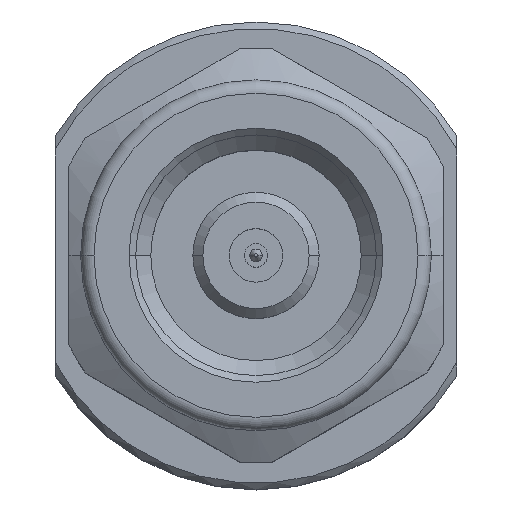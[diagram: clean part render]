
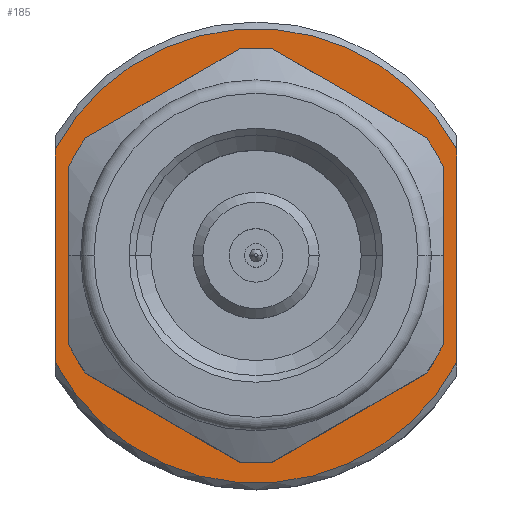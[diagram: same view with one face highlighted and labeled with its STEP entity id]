
A CAD part, top view. The second image highlights one B-rep face of the part: STEP entity #185.
In plain terms, the highlighted planar face has unit normal (0, 0, 1).
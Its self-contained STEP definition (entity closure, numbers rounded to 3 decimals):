
#4 = DIRECTION ( 'NONE',  ( 0., 0., 1. ) ) ;
#88 = PLANE ( 'NONE',  #4370 ) ;
#155 = VERTEX_POINT ( 'NONE', #3272 ) ;
#185 = ADVANCED_FACE ( 'NONE', ( #1737, #2182 ), #88, .T. ) ;
#270 = DIRECTION ( 'NONE',  ( 0., 0., 1. ) ) ;
#271 = ORIENTED_EDGE ( 'NONE', *, *, #1708, .F. ) ;
#547 = ORIENTED_EDGE ( 'NONE', *, *, #3713, .T. ) ;
#649 = DIRECTION ( 'NONE',  ( 1., 0., 0. ) ) ;
#789 = VERTEX_POINT ( 'NONE', #4888 ) ;
#837 = CARTESIAN_POINT ( 'NONE',  ( 3., -1.6, 3.28 ) ) ;
#859 = DIRECTION ( 'NONE',  ( 1., 0., 0. ) ) ;
#912 = DIRECTION ( 'NONE',  ( 0., 0., 1. ) ) ;
#1049 = CARTESIAN_POINT ( 'NONE',  ( -2.125, 0., 3.28 ) ) ;
#1151 = CARTESIAN_POINT ( 'NONE',  ( 3., 0., 3.28 ) ) ;
#1195 = VECTOR ( 'NONE', #5348, 1000. ) ;
#1199 = AXIS2_PLACEMENT_3D ( 'NONE', #2124, #4, #1680 ) ;
#1201 = ORIENTED_EDGE ( 'NONE', *, *, #2760, .F. ) ;
#1211 = EDGE_LOOP ( 'NONE', ( #271, #1201 ) ) ;
#1254 = EDGE_CURVE ( 'NONE', #5191, #2620, #4481, .T. ) ;
#1351 = EDGE_LOOP ( 'NONE', ( #547, #4403, #4369, #4715 ) ) ;
#1452 = AXIS2_PLACEMENT_3D ( 'NONE', #3556, #270, #649 ) ;
#1556 = AXIS2_PLACEMENT_3D ( 'NONE', #4722, #912, #2598 ) ;
#1680 = DIRECTION ( 'NONE',  ( 1., 0., 0. ) ) ;
#1708 = EDGE_CURVE ( 'NONE', #155, #3510, #3858, .T. ) ;
#1737 = FACE_BOUND ( 'NONE', #1211, .T. ) ;
#1951 = DIRECTION ( 'NONE',  ( 0., 0., 1. ) ) ;
#2124 = CARTESIAN_POINT ( 'NONE',  ( 0., 0., 3.28 ) ) ;
#2182 = FACE_OUTER_BOUND ( 'NONE', #1351, .T. ) ;
#2598 = DIRECTION ( 'NONE',  ( 1., 0., 0. ) ) ;
#2620 = VERTEX_POINT ( 'NONE', #2999 ) ;
#2760 = EDGE_CURVE ( 'NONE', #3510, #155, #5479, .T. ) ;
#2999 = CARTESIAN_POINT ( 'NONE',  ( 3., 1.6, 3.28 ) ) ;
#3000 = CARTESIAN_POINT ( 'NONE',  ( -3., 1.6, 3.28 ) ) ;
#3208 = CARTESIAN_POINT ( 'NONE',  ( 0., 0., 3.28 ) ) ;
#3272 = CARTESIAN_POINT ( 'NONE',  ( 2.125, 0., 3.28 ) ) ;
#3327 = DIRECTION ( 'NONE',  ( 0., -1., 0. ) ) ;
#3354 = VERTEX_POINT ( 'NONE', #3000 ) ;
#3510 = VERTEX_POINT ( 'NONE', #1049 ) ;
#3511 = EDGE_CURVE ( 'NONE', #2620, #3354, #5104, .T. ) ;
#3556 = CARTESIAN_POINT ( 'NONE',  ( 0., 0., 3.28 ) ) ;
#3581 = CIRCLE ( 'NONE', #1199, 3.4 ) ;
#3701 = EDGE_CURVE ( 'NONE', #789, #5191, #3581, .T. ) ;
#3713 = EDGE_CURVE ( 'NONE', #3354, #789, #4189, .T. ) ;
#3857 = AXIS2_PLACEMENT_3D ( 'NONE', #3208, #1951, #4464 ) ;
#3858 = CIRCLE ( 'NONE', #1452, 2.125 ) ;
#3904 = DIRECTION ( 'NONE',  ( 0., 0., 1. ) ) ;
#4033 = VECTOR ( 'NONE', #3327, 1000. ) ;
#4189 = LINE ( 'NONE', #4692, #4033 ) ;
#4350 = CARTESIAN_POINT ( 'NONE',  ( 0., 0., 3.28 ) ) ;
#4369 = ORIENTED_EDGE ( 'NONE', *, *, #1254, .T. ) ;
#4370 = AXIS2_PLACEMENT_3D ( 'NONE', #4350, #3904, #859 ) ;
#4403 = ORIENTED_EDGE ( 'NONE', *, *, #3701, .T. ) ;
#4464 = DIRECTION ( 'NONE',  ( 1., 0., 0. ) ) ;
#4481 = LINE ( 'NONE', #1151, #1195 ) ;
#4692 = CARTESIAN_POINT ( 'NONE',  ( -3., 0., 3.28 ) ) ;
#4715 = ORIENTED_EDGE ( 'NONE', *, *, #3511, .T. ) ;
#4722 = CARTESIAN_POINT ( 'NONE',  ( 0., 0., 3.28 ) ) ;
#4888 = CARTESIAN_POINT ( 'NONE',  ( -3., -1.6, 3.28 ) ) ;
#5104 = CIRCLE ( 'NONE', #3857, 3.4 ) ;
#5191 = VERTEX_POINT ( 'NONE', #837 ) ;
#5348 = DIRECTION ( 'NONE',  ( 0., 1., 0. ) ) ;
#5479 = CIRCLE ( 'NONE', #1556, 2.125 ) ;
